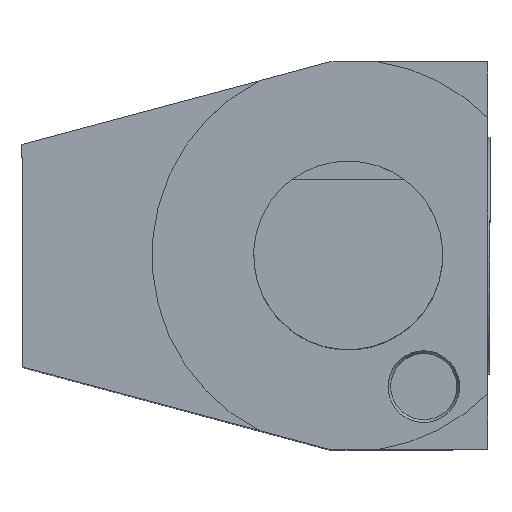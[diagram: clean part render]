
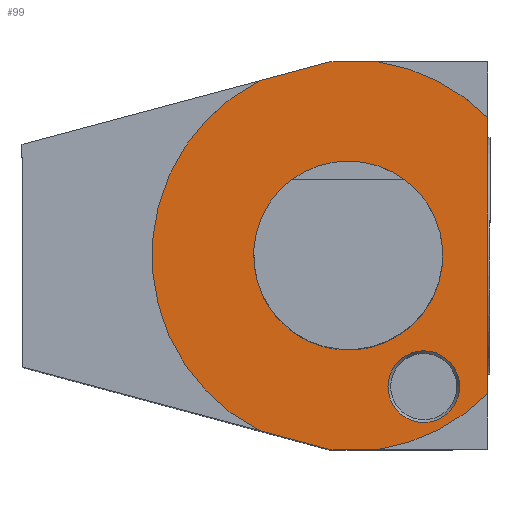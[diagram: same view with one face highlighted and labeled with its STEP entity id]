
A CAD part, top view. The second image highlights one B-rep face of the part: STEP entity #99.
In plain terms, the highlighted planar face has unit normal (0, 0, 1).
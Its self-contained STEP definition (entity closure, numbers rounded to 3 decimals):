
#45=PLANE('',#726);
#99=ADVANCED_FACE('',(#258,#259,#260),#45,.F.);
#155=LINE('',#1034,#209);
#156=LINE('',#1037,#210);
#157=LINE('',#1041,#211);
#158=LINE('',#1045,#212);
#159=LINE('',#1047,#213);
#209=VECTOR('',#823,1.);
#210=VECTOR('',#824,1.);
#211=VECTOR('',#827,1.);
#212=VECTOR('',#830,1.);
#213=VECTOR('',#831,1.);
#258=FACE_BOUND('',#284,.T.);
#259=FACE_BOUND('',#285,.T.);
#260=FACE_BOUND('',#286,.T.);
#284=EDGE_LOOP('',(#348));
#285=EDGE_LOOP('',(#349));
#286=EDGE_LOOP('',(#350,#351,#352,#353,#354,#355,#356,#357));
#348=ORIENTED_EDGE('',*,*,#571,.F.);
#349=ORIENTED_EDGE('',*,*,#585,.F.);
#350=ORIENTED_EDGE('',*,*,#586,.F.);
#351=ORIENTED_EDGE('',*,*,#587,.F.);
#352=ORIENTED_EDGE('',*,*,#588,.T.);
#353=ORIENTED_EDGE('',*,*,#589,.F.);
#354=ORIENTED_EDGE('',*,*,#590,.T.);
#355=ORIENTED_EDGE('',*,*,#591,.T.);
#356=ORIENTED_EDGE('',*,*,#592,.F.);
#357=ORIENTED_EDGE('',*,*,#593,.T.);
#509=VERTEX_POINT('',#1003);
#522=VERTEX_POINT('',#1033);
#523=VERTEX_POINT('',#1035);
#524=VERTEX_POINT('',#1036);
#525=VERTEX_POINT('',#1038);
#526=VERTEX_POINT('',#1040);
#527=VERTEX_POINT('',#1042);
#528=VERTEX_POINT('',#1044);
#529=VERTEX_POINT('',#1046);
#530=VERTEX_POINT('',#1048);
#571=EDGE_CURVE('',#509,#509,#659,.T.);
#585=EDGE_CURVE('',#522,#522,#664,.T.);
#586=EDGE_CURVE('',#523,#524,#155,.T.);
#587=EDGE_CURVE('',#525,#523,#156,.T.);
#588=EDGE_CURVE('',#525,#526,#665,.T.);
#589=EDGE_CURVE('',#527,#526,#157,.T.);
#590=EDGE_CURVE('',#527,#528,#666,.T.);
#591=EDGE_CURVE('',#528,#529,#158,.T.);
#592=EDGE_CURVE('',#530,#529,#159,.T.);
#593=EDGE_CURVE('',#530,#524,#667,.T.);
#659=CIRCLE('',#714,19.996);
#664=CIRCLE('',#722,7.584);
#665=CIRCLE('',#723,41.5);
#666=CIRCLE('',#724,41.5);
#667=CIRCLE('',#725,41.5);
#714=AXIS2_PLACEMENT_3D('',#1002,#796,#797);
#722=AXIS2_PLACEMENT_3D('',#1032,#821,#822);
#723=AXIS2_PLACEMENT_3D('',#1039,#825,#826);
#724=AXIS2_PLACEMENT_3D('',#1043,#828,#829);
#725=AXIS2_PLACEMENT_3D('',#1049,#832,#833);
#726=AXIS2_PLACEMENT_3D('',#1050,#834,#835);
#796=DIRECTION('',(0.,0.,1.));
#797=DIRECTION('',(0.,1.,0.));
#821=DIRECTION('',(0.,0.,1.));
#822=DIRECTION('',(1.,0.,0.));
#823=DIRECTION('',(-0.966,0.259,0.));
#824=DIRECTION('',(-1.,0.,0.));
#825=DIRECTION('',(0.,0.,1.));
#826=DIRECTION('',(0.,1.,0.));
#827=DIRECTION('',(0.,-1.,0.));
#828=DIRECTION('',(0.,0.,1.));
#829=DIRECTION('',(0.,1.,0.));
#830=DIRECTION('',(-1.,0.,0.));
#831=DIRECTION('',(0.966,0.259,0.));
#832=DIRECTION('',(0.,0.,1.));
#833=DIRECTION('',(0.,1.,0.));
#834=DIRECTION('',(0.,0.,-1.));
#835=DIRECTION('',(0.,1.,0.));
#1002=CARTESIAN_POINT('',(0.,0.,0.));
#1003=CARTESIAN_POINT('',(0.,19.996,0.));
#1032=CARTESIAN_POINT('',(16.,-27.713,0.));
#1033=CARTESIAN_POINT('',(23.584,-27.713,0.));
#1034=CARTESIAN_POINT('',(-20.883,-36.437,0.));
#1035=CARTESIAN_POINT('',(-3.852,-41.,0.));
#1036=CARTESIAN_POINT('',(-18.811,-36.992,0.));
#1037=CARTESIAN_POINT('',(0.,-41.,0.));
#1038=CARTESIAN_POINT('',(6.423,-41.,0.));
#1039=CARTESIAN_POINT('',(0.,0.,0.));
#1040=CARTESIAN_POINT('',(29.5,-29.189,0.));
#1041=CARTESIAN_POINT('',(29.5,41.5,0.));
#1042=CARTESIAN_POINT('',(29.5,29.189,0.));
#1043=CARTESIAN_POINT('',(0.,0.,0.));
#1044=CARTESIAN_POINT('',(6.423,41.,0.));
#1045=CARTESIAN_POINT('',(0.,41.,0.));
#1046=CARTESIAN_POINT('',(-3.852,41.,0.));
#1047=CARTESIAN_POINT('',(-0.133,41.997,0.));
#1048=CARTESIAN_POINT('',(-18.811,36.992,0.));
#1049=CARTESIAN_POINT('',(0.,0.,0.));
#1050=CARTESIAN_POINT('',(0.,41.5,0.));
